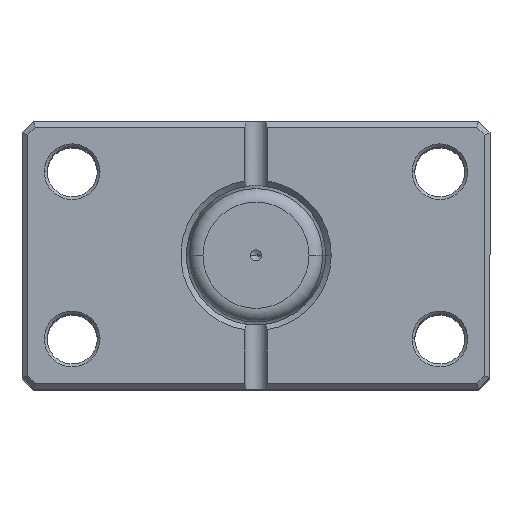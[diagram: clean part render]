
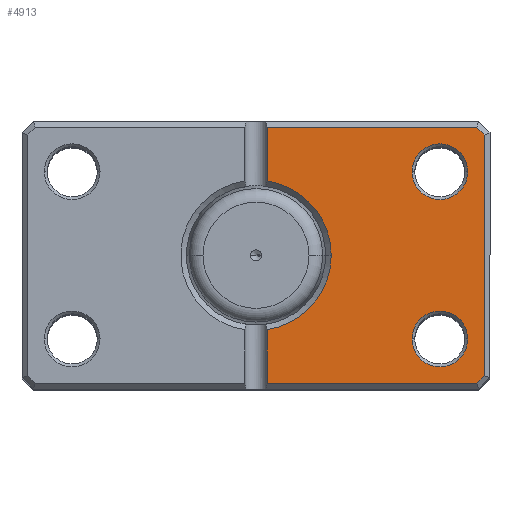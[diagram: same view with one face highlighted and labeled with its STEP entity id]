
A CAD part, top view. The second image highlights one B-rep face of the part: STEP entity #4913.
In plain terms, the highlighted face is planar.
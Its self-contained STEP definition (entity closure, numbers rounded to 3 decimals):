
#25 = CARTESIAN_POINT ( 'NONE',  ( -2., 24., 0. ) ) ;
#53 = CARTESIAN_POINT ( 'NONE',  ( -41., 0., 0. ) ) ;
#245 = CARTESIAN_POINT ( 'NONE',  ( -2., 13.351, 0. ) ) ;
#410 = CIRCLE ( 'NONE', #3804, 13.5 ) ;
#516 = DIRECTION ( 'NONE',  ( 0., 0., 1. ) ) ;
#613 = CARTESIAN_POINT ( 'NONE',  ( -41., 21.586, 0. ) ) ;
#644 = VECTOR ( 'NONE', #3100, 1000. ) ;
#797 = LINE ( 'NONE', #53, #644 ) ;
#802 = EDGE_LOOP ( 'NONE', ( #2775, #4976 ) ) ;
#808 = CARTESIAN_POINT ( 'NONE',  ( -2., -23., 0. ) ) ;
#977 = CARTESIAN_POINT ( 'NONE',  ( -2., 24., 0. ) ) ;
#990 = VERTEX_POINT ( 'NONE', #4206 ) ;
#1046 = CARTESIAN_POINT ( 'NONE',  ( -31.293, -31.293, 0. ) ) ;
#1076 = ORIENTED_EDGE ( 'NONE', *, *, #2185, .T. ) ;
#1107 = VERTEX_POINT ( 'NONE', #5513 ) ;
#1150 = ORIENTED_EDGE ( 'NONE', *, *, #3459, .T. ) ;
#1378 = LINE ( 'NONE', #3556, #6014 ) ;
#1462 = DIRECTION ( 'NONE',  ( 0., 0., 1. ) ) ;
#1482 = VERTEX_POINT ( 'NONE', #6233 ) ;
#1494 = DIRECTION ( 'NONE',  ( 0., 0., 1. ) ) ;
#1518 = CARTESIAN_POINT ( 'NONE',  ( -33., 15., 0. ) ) ;
#1581 = VECTOR ( 'NONE', #3574, 1000. ) ;
#1618 = VERTEX_POINT ( 'NONE', #5661 ) ;
#1736 = CIRCLE ( 'NONE', #4494, 5. ) ;
#1937 = ORIENTED_EDGE ( 'NONE', *, *, #2307, .T. ) ;
#1971 = CARTESIAN_POINT ( 'NONE',  ( -33., -15., 0. ) ) ;
#1974 = CARTESIAN_POINT ( 'NONE',  ( -38., 15., 0. ) ) ;
#2008 = DIRECTION ( 'NONE',  ( 1., 0., 0. ) ) ;
#2051 = DIRECTION ( 'NONE',  ( 0.707, 0.707, 0. ) ) ;
#2120 = CARTESIAN_POINT ( 'NONE',  ( 0., 0., 0. ) ) ;
#2159 = CARTESIAN_POINT ( 'NONE',  ( -28., 15., 0. ) ) ;
#2185 = EDGE_CURVE ( 'NONE', #4545, #3817, #6224, .T. ) ;
#2205 = EDGE_CURVE ( 'NONE', #5685, #1482, #4098, .T. ) ;
#2307 = EDGE_CURVE ( 'NONE', #4112, #5858, #5362, .T. ) ;
#2440 = EDGE_CURVE ( 'NONE', #1482, #5685, #4650, .T. ) ;
#2449 = EDGE_CURVE ( 'NONE', #3817, #4545, #1736, .T. ) ;
#2452 = EDGE_CURVE ( 'NONE', #1618, #4112, #4229, .T. ) ;
#2457 = EDGE_CURVE ( 'NONE', #5858, #4513, #410, .T. ) ;
#2467 = EDGE_CURVE ( 'NONE', #4513, #2780, #2972, .T. ) ;
#2480 = EDGE_CURVE ( 'NONE', #2780, #990, #5301, .T. ) ;
#2482 = EDGE_CURVE ( 'NONE', #990, #1107, #3540, .T. ) ;
#2492 = EDGE_CURVE ( 'NONE', #1107, #6085, #797, .T. ) ;
#2496 = EDGE_CURVE ( 'NONE', #6085, #4912, #4586, .T. ) ;
#2516 = DIRECTION ( 'NONE',  ( 1., 0., 0. ) ) ;
#2679 = DIRECTION ( 'NONE',  ( 1., 0., 0. ) ) ;
#2775 = ORIENTED_EDGE ( 'NONE', *, *, #2205, .T. ) ;
#2776 = DIRECTION ( 'NONE',  ( 1., 0., 0. ) ) ;
#2780 = VERTEX_POINT ( 'NONE', #808 ) ;
#2972 = LINE ( 'NONE', #25, #5873 ) ;
#3007 = ORIENTED_EDGE ( 'NONE', *, *, #2467, .T. ) ;
#3100 = DIRECTION ( 'NONE',  ( 0., 1., 0. ) ) ;
#3459 = EDGE_CURVE ( 'NONE', #4912, #1618, #1378, .T. ) ;
#3540 = LINE ( 'NONE', #1046, #5789 ) ;
#3556 = CARTESIAN_POINT ( 'NONE',  ( 0., 23., 0. ) ) ;
#3574 = DIRECTION ( 'NONE',  ( 0., -1., 0. ) ) ;
#3591 = CARTESIAN_POINT ( 'NONE',  ( 0., 0., 0. ) ) ;
#3619 = CARTESIAN_POINT ( 'NONE',  ( -31.293, 31.293, 0. ) ) ;
#3630 = EDGE_LOOP ( 'NONE', ( #1076, #5882 ) ) ;
#3656 = AXIS2_PLACEMENT_3D ( 'NONE', #5988, #5547, #2776 ) ;
#3701 = FACE_BOUND ( 'NONE', #802, .T. ) ;
#3804 = AXIS2_PLACEMENT_3D ( 'NONE', #3591, #516, #4044 ) ;
#3817 = VERTEX_POINT ( 'NONE', #2159 ) ;
#3861 = ORIENTED_EDGE ( 'NONE', *, *, #2496, .T. ) ;
#3999 = ORIENTED_EDGE ( 'NONE', *, *, #2492, .T. ) ;
#4044 = DIRECTION ( 'NONE',  ( 1., 0., 0. ) ) ;
#4098 = CIRCLE ( 'NONE', #6175, 5. ) ;
#4112 = VERTEX_POINT ( 'NONE', #245 ) ;
#4206 = CARTESIAN_POINT ( 'NONE',  ( -39.586, -23., 0. ) ) ;
#4229 = LINE ( 'NONE', #977, #1581 ) ;
#4398 = ORIENTED_EDGE ( 'NONE', *, *, #2457, .T. ) ;
#4405 = CARTESIAN_POINT ( 'NONE',  ( -33., 15., 0. ) ) ;
#4436 = VECTOR ( 'NONE', #2051, 1000. ) ;
#4439 = CARTESIAN_POINT ( 'NONE',  ( -33., -15., 0. ) ) ;
#4475 = DIRECTION ( 'NONE',  ( 0., -1., 0. ) ) ;
#4494 = AXIS2_PLACEMENT_3D ( 'NONE', #1518, #4917, #2008 ) ;
#4495 = DIRECTION ( 'NONE',  ( -0.707, 0.707, 0. ) ) ;
#4513 = VERTEX_POINT ( 'NONE', #5800 ) ;
#4545 = VERTEX_POINT ( 'NONE', #1974 ) ;
#4586 = LINE ( 'NONE', #3619, #4436 ) ;
#4643 = CARTESIAN_POINT ( 'NONE',  ( -39.586, 23., 0. ) ) ;
#4650 = CIRCLE ( 'NONE', #6114, 5. ) ;
#4687 = ORIENTED_EDGE ( 'NONE', *, *, #2452, .T. ) ;
#4728 = VECTOR ( 'NONE', #4943, 1000. ) ;
#4867 = DIRECTION ( 'NONE',  ( 1., 0., 0. ) ) ;
#4881 = FACE_OUTER_BOUND ( 'NONE', #6036, .T. ) ;
#4900 = DIRECTION ( 'NONE',  ( 1., 0., 0. ) ) ;
#4901 = DIRECTION ( 'NONE',  ( 1., 0., 0. ) ) ;
#4912 = VERTEX_POINT ( 'NONE', #4643 ) ;
#4913 = ADVANCED_FACE ( 'NONE', ( #3701, #6082, #4881 ), #5106, .F. ) ;
#4917 = DIRECTION ( 'NONE',  ( 0., 0., 1. ) ) ;
#4943 = DIRECTION ( 'NONE',  ( -1., 0., 0. ) ) ;
#4976 = ORIENTED_EDGE ( 'NONE', *, *, #2440, .T. ) ;
#5106 = PLANE ( 'NONE',  #3656 ) ;
#5196 = ORIENTED_EDGE ( 'NONE', *, *, #2482, .T. ) ;
#5301 = LINE ( 'NONE', #5384, #4728 ) ;
#5326 = ORIENTED_EDGE ( 'NONE', *, *, #2480, .T. ) ;
#5336 = DIRECTION ( 'NONE',  ( 0., 0., 1. ) ) ;
#5362 = CIRCLE ( 'NONE', #5816, 13.5 ) ;
#5384 = CARTESIAN_POINT ( 'NONE',  ( 0., -23., 0. ) ) ;
#5392 = CARTESIAN_POINT ( 'NONE',  ( -13.5, 0., 0. ) ) ;
#5452 = AXIS2_PLACEMENT_3D ( 'NONE', #4405, #1462, #4867 ) ;
#5470 = DIRECTION ( 'NONE',  ( 0., 0., 1. ) ) ;
#5513 = CARTESIAN_POINT ( 'NONE',  ( -41., -21.586, 0. ) ) ;
#5547 = DIRECTION ( 'NONE',  ( 0., 0., 1. ) ) ;
#5661 = CARTESIAN_POINT ( 'NONE',  ( -2., 23., 0. ) ) ;
#5685 = VERTEX_POINT ( 'NONE', #6261 ) ;
#5789 = VECTOR ( 'NONE', #4495, 1000. ) ;
#5800 = CARTESIAN_POINT ( 'NONE',  ( -2., -13.351, 0. ) ) ;
#5816 = AXIS2_PLACEMENT_3D ( 'NONE', #2120, #5470, #2679 ) ;
#5858 = VERTEX_POINT ( 'NONE', #5392 ) ;
#5873 = VECTOR ( 'NONE', #4475, 1000. ) ;
#5882 = ORIENTED_EDGE ( 'NONE', *, *, #2449, .T. ) ;
#5988 = CARTESIAN_POINT ( 'NONE',  ( 0., 0., 0. ) ) ;
#6014 = VECTOR ( 'NONE', #4901, 1000. ) ;
#6036 = EDGE_LOOP ( 'NONE', ( #4687, #1937, #4398, #3007, #5326, #5196, #3999, #3861, #1150 ) ) ;
#6082 = FACE_BOUND ( 'NONE', #3630, .T. ) ;
#6085 = VERTEX_POINT ( 'NONE', #613 ) ;
#6114 = AXIS2_PLACEMENT_3D ( 'NONE', #4439, #1494, #4900 ) ;
#6175 = AXIS2_PLACEMENT_3D ( 'NONE', #1971, #5336, #2516 ) ;
#6224 = CIRCLE ( 'NONE', #5452, 5. ) ;
#6233 = CARTESIAN_POINT ( 'NONE',  ( -28., -15., 0. ) ) ;
#6261 = CARTESIAN_POINT ( 'NONE',  ( -38., -15., 0. ) ) ;
